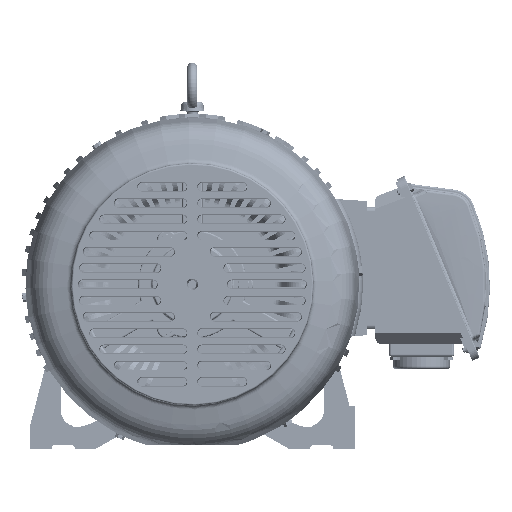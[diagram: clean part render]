
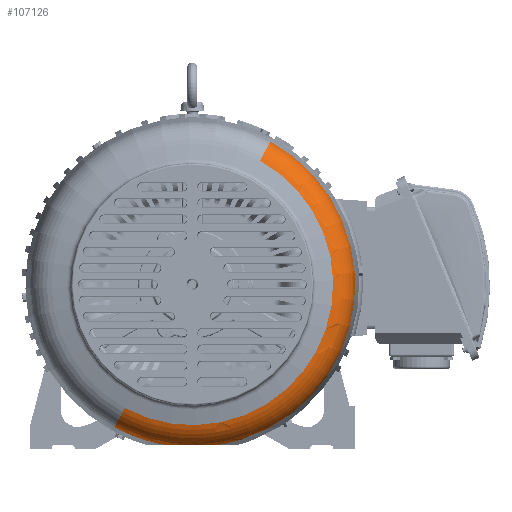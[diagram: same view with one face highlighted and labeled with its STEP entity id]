
A CAD part, front view. The second image highlights one B-rep face of the part: STEP entity #107126.
In plain terms, the highlighted toroidal (fillet/blend) face has major radius 163.789 mm and minor radius 37 mm.
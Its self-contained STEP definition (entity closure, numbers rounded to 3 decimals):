
#105234=CARTESIAN_POINT('Vertex',(-83.116,-363.471,-152.142)) ;
#105236=CARTESIAN_POINT('Vertex',(83.116,-363.471,152.142)) ;
#105256=CARTESIAN_POINT('Axis2P3D Location',(0.,-363.471,0.)) ;
#105299=CARTESIAN_POINT('Axis2P3D Location',(0.,-327.732,0.)) ;
#105308=CARTESIAN_POINT('Vertex',(-96.093,-332.852,-175.897)) ;
#105310=CARTESIAN_POINT('Vertex',(96.093,-332.852,175.897)) ;
#105313=CARTESIAN_POINT('Axis2P3D Location',(-78.525,-327.732,-143.738)) ;
#105318=CARTESIAN_POINT('Axis2P3D Location',(78.525,-327.732,143.738)) ;
#106948=CARTESIAN_POINT('Vertex',(-31.136,-332.852,-198.)) ;
#106987=CARTESIAN_POINT('Vertex',(31.136,-332.852,-198.)) ;
#106991=CARTESIAN_POINT('Control Point',(31.136,-332.852,-198.)) ;
#106992=CARTESIAN_POINT('Control Point',(30.257,-333.83,-198.)) ;
#106993=CARTESIAN_POINT('Control Point',(29.232,-334.698,-198.)) ;
#106994=CARTESIAN_POINT('Control Point',(28.122,-335.468,-198.)) ;
#106995=CARTESIAN_POINT('Control Point',(25.292,-337.139,-198.)) ;
#106996=CARTESIAN_POINT('Control Point',(22.212,-338.397,-198.)) ;
#106997=CARTESIAN_POINT('Control Point',(20.359,-339.025,-198.)) ;
#106998=CARTESIAN_POINT('Control Point',(15.98,-340.267,-198.)) ;
#106999=CARTESIAN_POINT('Control Point',(11.478,-341.064,-198.)) ;
#107000=CARTESIAN_POINT('Control Point',(8.902,-341.397,-198.)) ;
#107001=CARTESIAN_POINT('Control Point',(3.204,-341.89,-198.)) ;
#107002=CARTESIAN_POINT('Control Point',(-2.52,-341.874,-198.)) ;
#107003=CARTESIAN_POINT('Control Point',(-5.632,-341.721,-198.)) ;
#107004=CARTESIAN_POINT('Control Point',(-10.839,-341.212,-198.)) ;
#107005=CARTESIAN_POINT('Control Point',(-15.956,-340.21,-198.)) ;
#107006=CARTESIAN_POINT('Control Point',(-17.997,-339.718,-198.)) ;
#107007=CARTESIAN_POINT('Control Point',(-21.542,-338.676,-198.)) ;
#107008=CARTESIAN_POINT('Control Point',(-24.919,-337.246,-198.)) ;
#107009=CARTESIAN_POINT('Control Point',(-26.332,-336.547,-198.)) ;
#107010=CARTESIAN_POINT('Control Point',(-28.21,-335.44,-198.)) ;
#107011=CARTESIAN_POINT('Control Point',(-29.879,-334.095,-198.)) ;
#107012=CARTESIAN_POINT('Control Point',(-30.323,-333.702,-198.)) ;
#107013=CARTESIAN_POINT('Control Point',(-30.744,-333.288,-198.)) ;
#107014=CARTESIAN_POINT('Control Point',(-31.136,-332.852,-198.)) ;
#107062=CARTESIAN_POINT('Axis2P3D Location',(0.,-332.852,0.)) ;
#107066=CARTESIAN_POINT('Vertex',(-60.766,-332.852,-191.)) ;
#107069=CARTESIAN_POINT('Axis2P3D Location',(0.,-332.852,0.)) ;
#107090=CARTESIAN_POINT('Axis2P3D Location',(0.,-332.852,0.)) ;
#107094=CARTESIAN_POINT('Vertex',(60.766,-332.852,-191.)) ;
#107097=CARTESIAN_POINT('Axis2P3D Location',(0.,-332.852,0.)) ;
#105257=DIRECTION('Axis2P3D Direction',(0.,1.,0.)) ;
#105300=DIRECTION('Axis2P3D Direction',(0.,1.,0.)) ;
#105301=DIRECTION('Axis2P3D XDirection',(0.479,0.,0.878)) ;
#105314=DIRECTION('Axis2P3D Direction',(0.878,0.,-0.479)) ;
#105319=DIRECTION('Axis2P3D Direction',(-0.878,0.,0.479)) ;
#107063=DIRECTION('Axis2P3D Direction',(0.,1.,0.)) ;
#107070=DIRECTION('Axis2P3D Direction',(0.,1.,0.)) ;
#107091=DIRECTION('Axis2P3D Direction',(0.,1.,0.)) ;
#107098=DIRECTION('Axis2P3D Direction',(0.,1.,0.)) ;
#105258=AXIS2_PLACEMENT_3D('Circle Axis2P3D',#105256,#105257,$) ;
#105302=AXIS2_PLACEMENT_3D('Torus Axis2P3D',#105299,#105300,#105301) ;
#105315=AXIS2_PLACEMENT_3D('Circle Axis2P3D',#105313,#105314,$) ;
#105320=AXIS2_PLACEMENT_3D('Circle Axis2P3D',#105318,#105319,$) ;
#107064=AXIS2_PLACEMENT_3D('Circle Axis2P3D',#107062,#107063,$) ;
#107071=AXIS2_PLACEMENT_3D('Circle Axis2P3D',#107069,#107070,$) ;
#107092=AXIS2_PLACEMENT_3D('Circle Axis2P3D',#107090,#107091,$) ;
#107099=AXIS2_PLACEMENT_3D('Circle Axis2P3D',#107097,#107098,$) ;
#107117=ORIENTED_EDGE('',*,*,#107096,.F.) ;
#107118=ORIENTED_EDGE('',*,*,#105322,.T.) ;
#107119=ORIENTED_EDGE('',*,*,#105260,.T.) ;
#107120=ORIENTED_EDGE('',*,*,#105317,.F.) ;
#107121=ORIENTED_EDGE('',*,*,#107068,.F.) ;
#107122=ORIENTED_EDGE('',*,*,#107073,.F.) ;
#107123=ORIENTED_EDGE('',*,*,#107015,.F.) ;
#107124=ORIENTED_EDGE('',*,*,#107101,.F.) ;
#107126=ADVANCED_FACE('31407C383.1',(#107125),#105303,.T.) ;
#106990=B_SPLINE_CURVE_WITH_KNOTS('',5,(#106991,#106992,#106993,#106994,#106995,#106996,#106997,#106998,#106999,#107000,#107001,#107002,#107003,#107004,#107005,#107006,#107007,#107008,#107009,#107010,#107011,#107012,#107013,#107014),.UNSPECIFIED.,.F.,.U.,(6,3,3,3,3,3,3,6),(0.,8.955,21.762,38.638,58.858,72.544,82.93,86.922),.UNSPECIFIED.) ;
#105259=CIRCLE('generated circle',#105258,173.365) ;
#105316=CIRCLE('generated circle',#105315,37.) ;
#105321=CIRCLE('generated circle',#105320,37.) ;
#107065=CIRCLE('generated circle',#107064,200.433) ;
#107072=CIRCLE('generated circle',#107071,200.433) ;
#107093=CIRCLE('generated circle',#107092,200.433) ;
#107100=CIRCLE('generated circle',#107099,200.433) ;
#105303=TOROIDAL_SURFACE('homeo Torus',#105302,163.789,37.) ;
#105260=EDGE_CURVE('',#105237,#105235,#105259,.T.) ;
#105317=EDGE_CURVE('',#105309,#105235,#105316,.F.) ;
#105322=EDGE_CURVE('',#105311,#105237,#105321,.F.) ;
#107015=EDGE_CURVE('',#106988,#106949,#106990,.T.) ;
#107068=EDGE_CURVE('',#107067,#105309,#107065,.T.) ;
#107073=EDGE_CURVE('',#106949,#107067,#107072,.T.) ;
#107096=EDGE_CURVE('',#105311,#107095,#107093,.T.) ;
#107101=EDGE_CURVE('',#107095,#106988,#107100,.T.) ;
#107116=EDGE_LOOP('',(#107117,#107118,#107119,#107120,#107121,#107122,#107123,#107124)) ;
#107125=FACE_OUTER_BOUND('',#107116,.T.) ;
#105235=VERTEX_POINT('',#105234) ;
#105237=VERTEX_POINT('',#105236) ;
#105309=VERTEX_POINT('',#105308) ;
#105311=VERTEX_POINT('',#105310) ;
#106949=VERTEX_POINT('',#106948) ;
#106988=VERTEX_POINT('',#106987) ;
#107067=VERTEX_POINT('',#107066) ;
#107095=VERTEX_POINT('',#107094) ;
